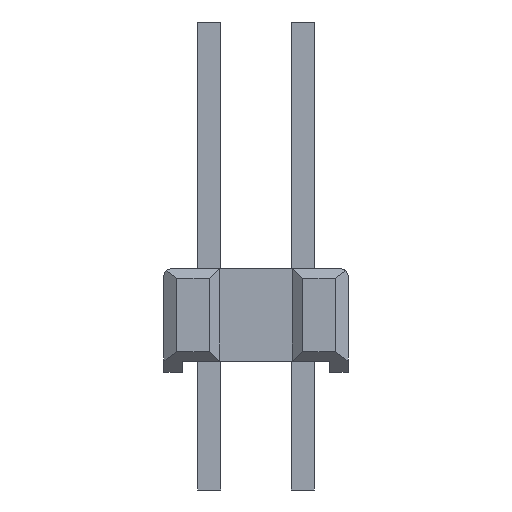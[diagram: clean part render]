
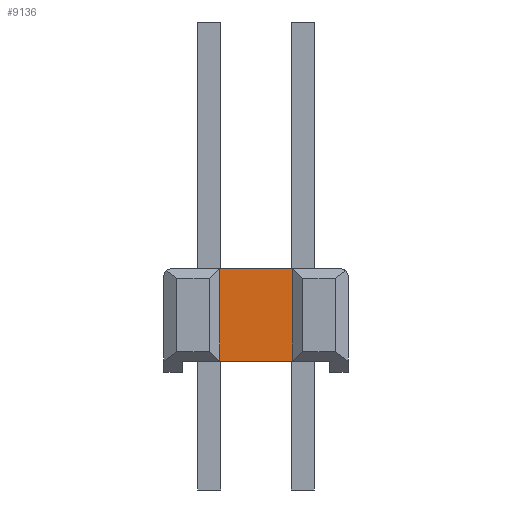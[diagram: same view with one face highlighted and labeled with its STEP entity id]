
A CAD part, left-side view. The second image highlights one B-rep face of the part: STEP entity #9136.
In plain terms, the highlighted planar face has unit normal (-1, 0, 0).
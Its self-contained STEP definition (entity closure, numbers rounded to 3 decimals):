
#166=DIRECTION('',(0.,0.,-1.));
#167=VECTOR('',#166,2.5);
#168=CARTESIAN_POINT('',(-12.45,0.977,0.));
#169=LINE('',#168,#167);
#1050=DIRECTION('',(0.,1.,0.));
#1051=VECTOR('',#1050,1.954);
#1052=CARTESIAN_POINT('',(-12.45,-0.977,0.));
#1053=LINE('',#1052,#1051);
#2018=DIRECTION('',(0.,1.,0.));
#2019=VECTOR('',#2018,1.954);
#2020=CARTESIAN_POINT('',(-12.45,-0.977,-2.5));
#2021=LINE('',#2020,#2019);
#3058=DIRECTION('',(0.,0.,-1.));
#3059=VECTOR('',#3058,2.5);
#3060=CARTESIAN_POINT('',(-12.45,-0.977,0.));
#3061=LINE('',#3060,#3059);
#4964=CARTESIAN_POINT('',(-12.45,-0.977,-2.5));
#4965=CARTESIAN_POINT('',(-12.45,0.977,-2.5));
#4966=VERTEX_POINT('',#4964);
#4967=VERTEX_POINT('',#4965);
#4968=CARTESIAN_POINT('',(-12.45,-0.977,0.));
#4969=CARTESIAN_POINT('',(-12.45,0.977,0.));
#4970=VERTEX_POINT('',#4968);
#4971=VERTEX_POINT('',#4969);
#9125=CARTESIAN_POINT('',(-12.45,-0.977,0.));
#9126=DIRECTION('',(1.,0.,0.));
#9127=DIRECTION('',(0.,1.,0.));
#9128=AXIS2_PLACEMENT_3D('',#9125,#9126,#9127);
#9129=PLANE('',#9128);
#9130=ORIENTED_EDGE('',*,*,#7737,.T.);
#9131=ORIENTED_EDGE('',*,*,#5642,.F.);
#9132=ORIENTED_EDGE('',*,*,#6804,.F.);
#9133=ORIENTED_EDGE('',*,*,#5690,.T.);
#9134=EDGE_LOOP('',(#9130,#9131,#9132,#9133));
#9135=FACE_OUTER_BOUND('',#9134,.F.);
#5642=EDGE_CURVE('',#4971,#4967,#169,.T.);
#5690=EDGE_CURVE('',#4970,#4966,#3061,.T.);
#6804=EDGE_CURVE('',#4970,#4971,#1053,.T.);
#7737=EDGE_CURVE('',#4966,#4967,#2021,.T.);
#9136=ADVANCED_FACE('',(#9135),#9129,.F.);
